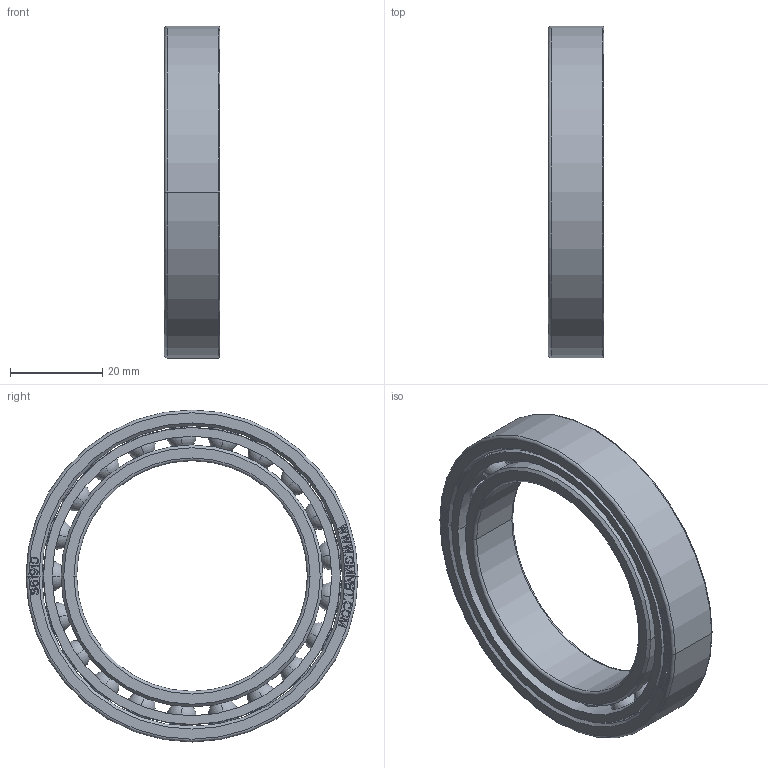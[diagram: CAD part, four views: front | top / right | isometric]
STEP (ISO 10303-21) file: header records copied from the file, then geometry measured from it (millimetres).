
FILE_DESCRIPTION((''),'2;1');
FILE_NAME('S61910_PRT','2014-03-19T',('sales 4'),(''),'PRO/ENGINEER BY PARAMETRIC TECHNOLOGY CORPORATION, 2013150','PRO/ENGINEER BY PARAMETRIC TECHNOLOGY CORPORATION, 2013150','');
FILE_SCHEMA(('AUTOMOTIVE_DESIGN { 1 0 10303 214 1 1 1 1 }'));
Length unit declared in the file: millimetre
Products named in the file (1): S61910_PRT
Bounding box: 12.01 x 72 x 72 mm (x, y, z)
Volume: 19172 mm3; surface area: 18506.5 mm2
Topology: 3 solids, 3 shells, 725 faces, 2018 edges, 1280 vertices
Faces by surface type: plane 521, cylinder 98, sphere 84, torus 12, cone 10
Entity records: 38950 total; most frequent: CARTESIAN_POINT 14796, ORIENTED_EDGE 3868, DIRECTION 3444, PRESENTATION_STYLE_ASSIGNMENT 1966, STYLED_ITEM 1937, CURVE_STYLE 1934, EDGE_CURVE 1934, VECTOR 1538
